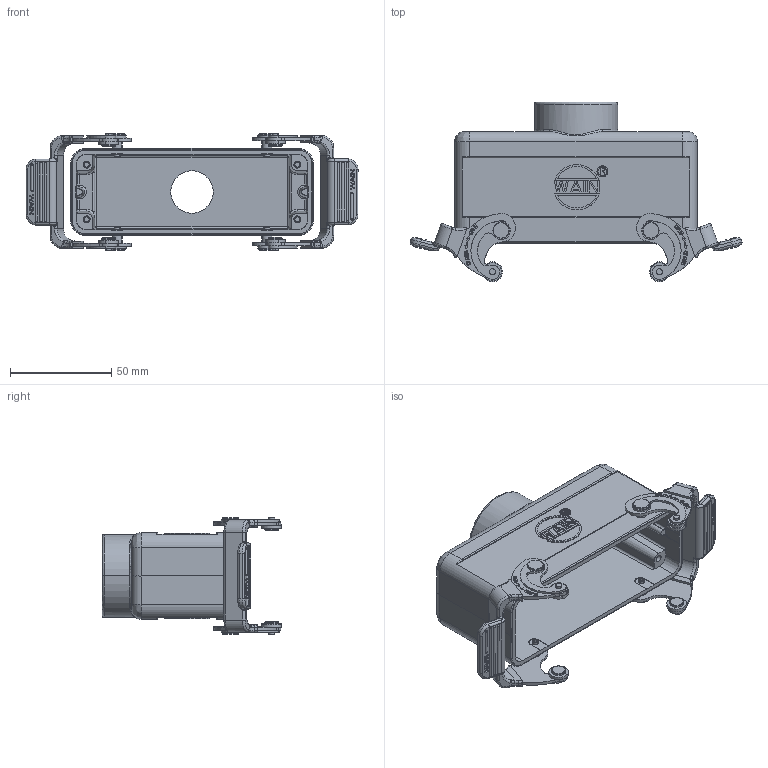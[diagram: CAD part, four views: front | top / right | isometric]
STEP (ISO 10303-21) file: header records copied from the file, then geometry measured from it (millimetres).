
FILE_DESCRIPTION((''),'2;1');
FILE_NAME('3D_1110244411003_H24B-TE-2L_SC-','2020-10-12T',('dn.ye'),(''),'PRO/ENGINEER BY PARAMETRIC TECHNOLOGY CORPORATION, 2012480','PRO/ENGINEER BY PARAMETRIC TECHNOLOGY CORPORATION, 2012480','');
FILE_SCHEMA(('CONFIG_CONTROL_DESIGN'));
Products named in the file (1): 3D_1110244411003_H24B-TE-2L_SC-
Bounding box: 163.89 x 88.63 x 57.5 mm (x, y, z)
Volume: 89729.8 mm3; surface area: 67899.6 mm2
Topology: 5 solids, 19 shells, 1753 faces, 4763 edges, 3165 vertices
Faces by surface type: plane 883, cylinder 404, extrusion 168, bspline 104, torus 78, cone 68, sphere 48
Entity records: 61643 total; most frequent: CARTESIAN_POINT 18282, ORIENTED_EDGE 9298, DIRECTION 8240, EDGE_CURVE 4737, VERTEX_POINT 3165, VECTOR 2858, AXIS2_PLACEMENT_3D 2691, LINE 2690
